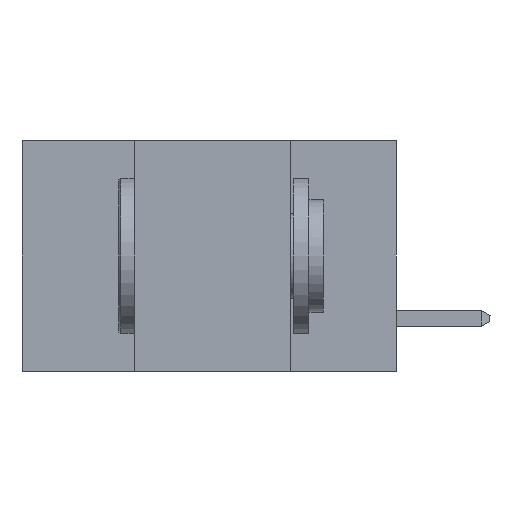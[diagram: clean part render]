
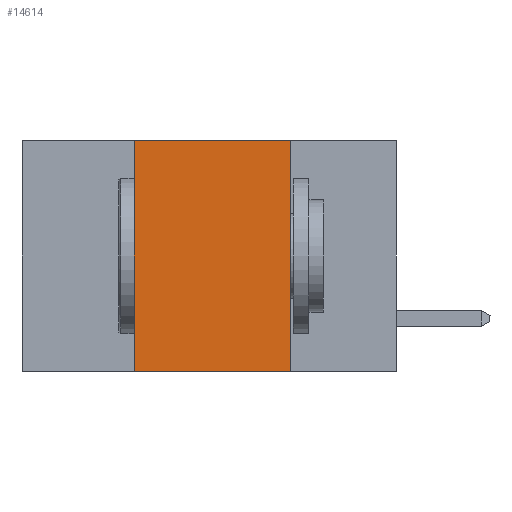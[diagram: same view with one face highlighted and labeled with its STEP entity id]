
A CAD part, left-side view. The second image highlights one B-rep face of the part: STEP entity #14614.
In plain terms, the highlighted planar face has unit normal (-1, 0, 0).
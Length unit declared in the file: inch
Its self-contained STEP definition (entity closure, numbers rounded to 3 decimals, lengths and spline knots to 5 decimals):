
#827 = LINE ( 'NONE', #15737, #13108 ) ;
#1042 = CARTESIAN_POINT ( 'NONE',  ( 0., 0.6, 0. ) ) ;
#1163 = EDGE_CURVE ( 'NONE', #7746, #3273, #827, .T. ) ;
#1643 = FACE_OUTER_BOUND ( 'NONE', #16957, .T. ) ;
#2485 = AXIS2_PLACEMENT_3D ( 'NONE', #11362, #8568, #5762 ) ;
#2642 = DIRECTION ( 'NONE',  ( 0., -1., 0. ) ) ;
#3273 = VERTEX_POINT ( 'NONE', #11759 ) ;
#3351 = VECTOR ( 'NONE', #15294, 39.37008 ) ;
#3816 = DIRECTION ( 'NONE',  ( 0., 0., 1. ) ) ;
#3865 = VECTOR ( 'NONE', #11843, 39.37008 ) ;
#3942 = VERTEX_POINT ( 'NONE', #9708 ) ;
#4828 = CARTESIAN_POINT ( 'NONE',  ( 0., 0.6, -0.37 ) ) ;
#5407 = EDGE_CURVE ( 'NONE', #9274, #3942, #8644, .T. ) ;
#5762 = DIRECTION ( 'NONE',  ( 0., 0., -1. ) ) ;
#5936 = CARTESIAN_POINT ( 'NONE',  ( 0., 0.17, 0. ) ) ;
#7746 = VERTEX_POINT ( 'NONE', #9120 ) ;
#7811 = VECTOR ( 'NONE', #2642, 39.37008 ) ;
#8568 = DIRECTION ( 'NONE',  ( 1., 0., 0. ) ) ;
#8644 = LINE ( 'NONE', #14167, #3351 ) ;
#9120 = CARTESIAN_POINT ( 'NONE',  ( 0., 0.42, -0.37 ) ) ;
#9274 = VERTEX_POINT ( 'NONE', #5936 ) ;
#9708 = CARTESIAN_POINT ( 'NONE',  ( 0., 0.17, -0.37 ) ) ;
#11362 = CARTESIAN_POINT ( 'NONE',  ( 0., 0.6, 0. ) ) ;
#11645 = ORIENTED_EDGE ( 'NONE', *, *, #5407, .F. ) ;
#11759 = CARTESIAN_POINT ( 'NONE',  ( 0., 0.42, 0. ) ) ;
#11843 = DIRECTION ( 'NONE',  ( 0., -1., 0. ) ) ;
#12665 = LINE ( 'NONE', #1042, #7811 ) ;
#12729 = EDGE_CURVE ( 'NONE', #7746, #3942, #14393, .T. ) ;
#13108 = VECTOR ( 'NONE', #3816, 39.37008 ) ;
#13517 = ORIENTED_EDGE ( 'NONE', *, *, #1163, .F. ) ;
#14017 = PLANE ( 'NONE',  #2485 ) ;
#14167 = CARTESIAN_POINT ( 'NONE',  ( 0., 0.17, -0.37 ) ) ;
#14393 = LINE ( 'NONE', #4828, #3865 ) ;
#14614 = ADVANCED_FACE ( 'NONE', ( #1643 ), #14017, .F. ) ;
#15273 = ORIENTED_EDGE ( 'NONE', *, *, #16792, .F. ) ;
#15294 = DIRECTION ( 'NONE',  ( 0., 0., -1. ) ) ;
#15737 = CARTESIAN_POINT ( 'NONE',  ( 0., 0.42, -0.37 ) ) ;
#16792 = EDGE_CURVE ( 'NONE', #3273, #9274, #12665, .T. ) ;
#16957 = EDGE_LOOP ( 'NONE', ( #11645, #15273, #13517, #17255 ) ) ;
#17255 = ORIENTED_EDGE ( 'NONE', *, *, #12729, .T. ) ;
